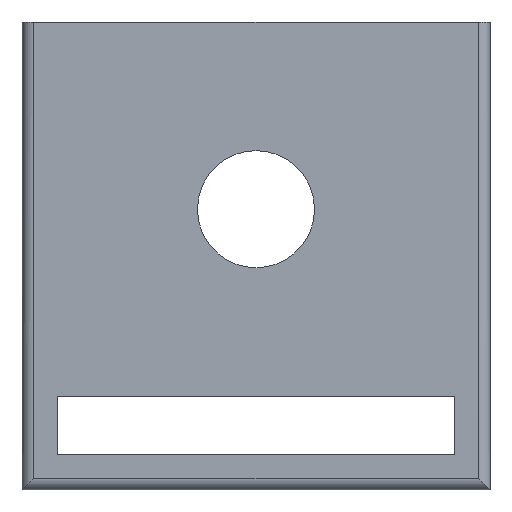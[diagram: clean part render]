
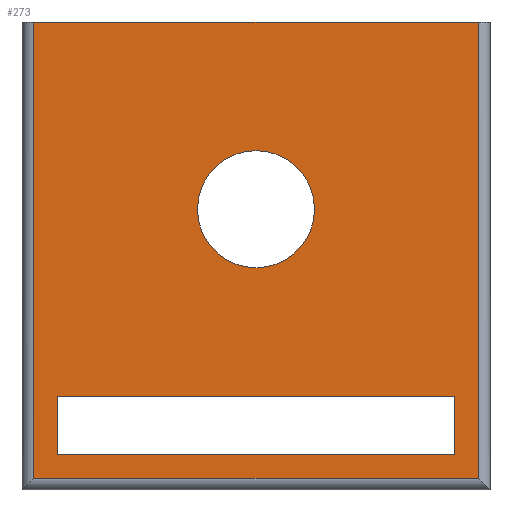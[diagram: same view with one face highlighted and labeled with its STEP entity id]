
A CAD part, front view. The second image highlights one B-rep face of the part: STEP entity #273.
In plain terms, the highlighted planar face has unit normal (0, -1, 0).
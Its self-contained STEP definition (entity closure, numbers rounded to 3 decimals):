
#273=ADVANCED_FACE('',(#577,#579,#581),#583,.F.);
#577=FACE_BOUND('',#578,.T.);
#578=EDGE_LOOP('',(#755,#756,#757,#758));
#579=FACE_BOUND('',#580,.T.);
#580=EDGE_LOOP('',(#759,#760,#761,#762));
#581=FACE_BOUND('',#582,.T.);
#582=EDGE_LOOP('',(#763));
#583=PLANE('',#584);
#584=AXIS2_PLACEMENT_3D('',#585,#586,#587);
#585=CARTESIAN_POINT('',(0.,0.,0.));
#586=DIRECTION('',(0.,1.,0.));
#587=DIRECTION('',(-1.,0.,0.));
#755=ORIENTED_EDGE('',*,*,#851,.F.);
#756=ORIENTED_EDGE('',*,*,#847,.T.);
#757=ORIENTED_EDGE('',*,*,#852,.F.);
#758=ORIENTED_EDGE('',*,*,#853,.F.);
#759=ORIENTED_EDGE('',*,*,#850,.F.);
#760=ORIENTED_EDGE('',*,*,#806,.F.);
#761=ORIENTED_EDGE('',*,*,#840,.T.);
#762=ORIENTED_EDGE('',*,*,#799,.F.);
#763=ORIENTED_EDGE('',*,*,#854,.T.);
#799=EDGE_CURVE('',#888,#880,#890,.T.);
#806=EDGE_CURVE('',#901,#904,#905,.T.);
#840=EDGE_CURVE('',#901,#880,#967,.T.);
#847=EDGE_CURVE('',#970,#974,#976,.T.);
#850=EDGE_CURVE('',#904,#888,#979,.T.);
#851=EDGE_CURVE('',#970,#980,#981,.T.);
#852=EDGE_CURVE('',#982,#974,#983,.T.);
#853=EDGE_CURVE('',#980,#982,#984,.T.);
#854=EDGE_CURVE('',#985,#985,#986,.F.);
#880=VERTEX_POINT('',#1039);
#888=VERTEX_POINT('',#1055);
#890=LINE('',#1059,#1060);
#901=VERTEX_POINT('',#1087);
#904=VERTEX_POINT('',#1092);
#905=LINE('',#1093,#1094);
#967=LINE('',#1434,#1435);
#970=VERTEX_POINT('',#1443);
#974=VERTEX_POINT('',#1454);
#976=LINE('',#1459,#1460);
#979=LINE('',#1468,#1469);
#980=VERTEX_POINT('',#1471);
#981=LINE('',#1472,#1473);
#982=VERTEX_POINT('',#1475);
#983=LINE('',#1476,#1477);
#984=LINE('',#1479,#1480);
#985=VERTEX_POINT('',#1482);
#986=CIRCLE('',#1483,5.);
#1039=CARTESIAN_POINT('',(37.,0.,8.));
#1055=CARTESIAN_POINT('',(37.,0.,3.));
#1059=CARTESIAN_POINT('',(37.,0.,3.));
#1060=VECTOR('',#1061,1.);
#1061=DIRECTION('',(0.,0.,1.));
#1087=CARTESIAN_POINT('',(3.,0.,8.));
#1092=CARTESIAN_POINT('',(3.,0.,3.));
#1093=CARTESIAN_POINT('',(3.,0.,8.));
#1094=VECTOR('',#1095,1.);
#1095=DIRECTION('',(0.,0.,-1.));
#1434=CARTESIAN_POINT('',(3.,0.,8.));
#1435=VECTOR('',#1436,1.);
#1436=DIRECTION('',(1.,0.,0.));
#1443=CARTESIAN_POINT('',(39.,0.,40.));
#1454=CARTESIAN_POINT('',(1.,0.,40.));
#1459=CARTESIAN_POINT('',(39.,0.,40.));
#1460=VECTOR('',#1461,1.);
#1461=DIRECTION('',(-1.,0.,0.));
#1468=CARTESIAN_POINT('',(3.,0.,3.));
#1469=VECTOR('',#1470,1.);
#1470=DIRECTION('',(1.,0.,0.));
#1471=CARTESIAN_POINT('',(39.,0.,1.));
#1472=CARTESIAN_POINT('',(39.,0.,40.));
#1473=VECTOR('',#1474,1.);
#1474=DIRECTION('',(0.,0.,-1.));
#1475=CARTESIAN_POINT('',(1.,0.,1.));
#1476=CARTESIAN_POINT('',(1.,0.,1.));
#1477=VECTOR('',#1478,1.);
#1478=DIRECTION('',(0.,0.,1.));
#1479=CARTESIAN_POINT('',(39.,0.,1.));
#1480=VECTOR('',#1481,1.);
#1481=DIRECTION('',(-1.,0.,0.));
#1482=CARTESIAN_POINT('',(25.,0.,24.));
#1483=AXIS2_PLACEMENT_3D('',#1484,#1485,#1486);
#1484=CARTESIAN_POINT('',(20.,0.,24.));
#1485=DIRECTION('',(0.,-1.,0.));
#1486=DIRECTION('',(1.,0.,0.));
